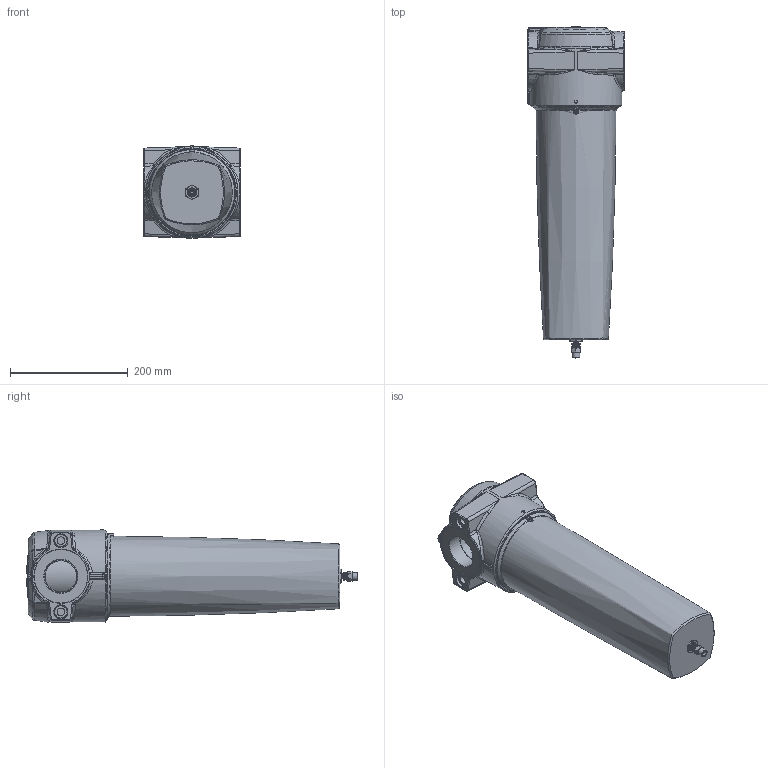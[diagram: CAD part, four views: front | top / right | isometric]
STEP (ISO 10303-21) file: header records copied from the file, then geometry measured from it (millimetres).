
FILE_DESCRIPTION(/* description */ (''),/* implementation_level */ '2;1');
FILE_NAME(/* name */ 'AAP040HGFX.stp',/* time_stamp */ '2017-06-06T16:56:39+05:00',/* author */ ('SS00480869'),/* organization */ (''),/* preprocessor_version */ 'ST-DEVELOPER v16.1',/* originating_system */ 'Autodesk Inventor 2016',/* authorisation */ '');
FILE_SCHEMA (('AUTOMOTIVE_DESIGN { 1 0 10303 214 3 1 1 }'));
Length unit declared in the file: inch
Products named in the file (1): AAP040HGFX
Bounding box: 164 x 563.95 x 157 mm (x, y, z)
Volume: 7609700.1 mm3; surface area: 330312.7 mm2
Topology: 1 solids, 11 shells, 656 faces, 1536 edges, 902 vertices
Faces by surface type: bspline 271, plane 146, cylinder 143, cone 52, torus 39, sphere 5
Full cylindrical faces by diameter (mm): 3 x2, 4.459 x2, 5 x1, 7.8 x1, 7.9 x1, 8 x1, 8.2 x1, 8.5 x1, 8.8 x1, 9 x2, 9.4 x1, 11 x1, 11.5 x1, 13 x5, 14 x4, 56.656 x2, 147.5 x1, 156 x1
Entity records: 26812 total; most frequent: CARTESIAN_POINT 13357, ORIENTED_EDGE 2832, DIRECTION 2201, EDGE_CURVE 1416, AXIS2_PLACEMENT_3D 951, VERTEX_POINT 879, EDGE_LOOP 759, FACE_OUTER_BOUND 656
